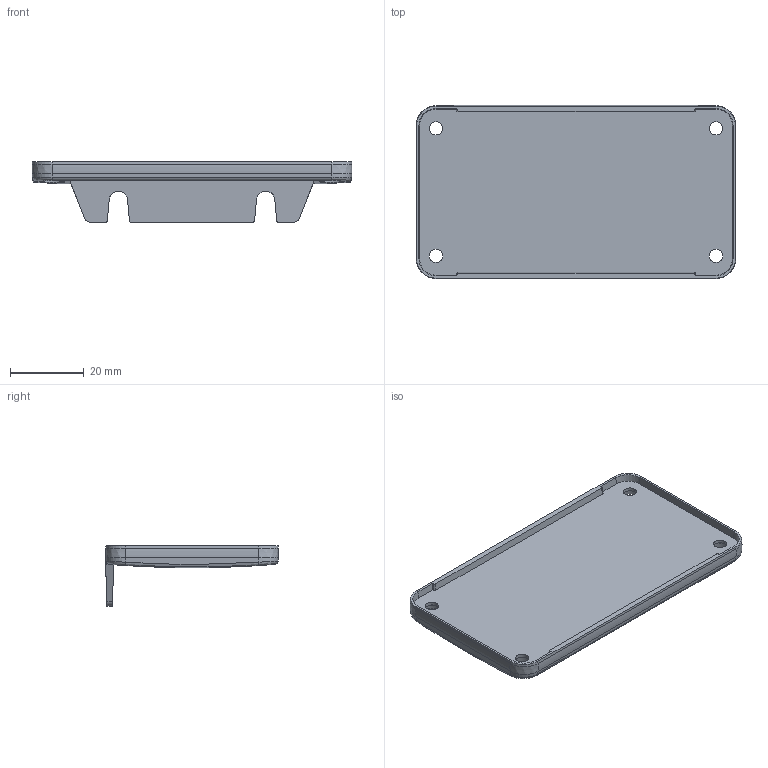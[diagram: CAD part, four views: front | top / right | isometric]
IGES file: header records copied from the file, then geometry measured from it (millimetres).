
Global section: file name: No Iges File Name specified; native system: AutoDesk Inventor R12.0; preprocessor: AutoDesk Inventor Iges Exporter R12.0; author: No Author specified; organization: No Organization specified; date: 20071001.163426; units: millimetre
Bounding box: 86.87 x 47.05 x 16.5 mm (x, y, z)
Volume: 11260.8 mm3; surface area: 11533 mm2
Topology: 1 solids, 1 shells, 133 faces, 326 edges, 204 vertices
Faces by surface type: plane 54, bspline 48, cylinder 19, cone 8, revolution 4
